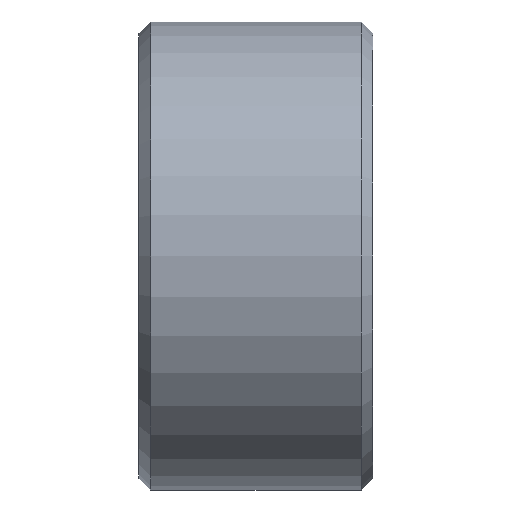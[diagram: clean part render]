
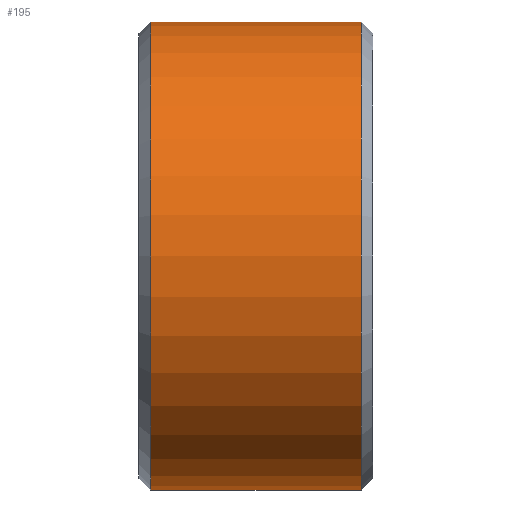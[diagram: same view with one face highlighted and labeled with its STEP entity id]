
A CAD part, left-side view. The second image highlights one B-rep face of the part: STEP entity #195.
In plain terms, the highlighted cylindrical face has radius 10 mm (diameter 20 mm), a partial arc.
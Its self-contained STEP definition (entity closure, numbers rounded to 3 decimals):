
#3 = LINE ( 'NONE', #251, #363 ) ;
#17 = EDGE_CURVE ( 'NONE', #152, #22, #3, .T. ) ;
#20 = FACE_OUTER_BOUND ( 'NONE', #349, .T. ) ;
#21 = CARTESIAN_POINT ( 'NONE',  ( 0., 0., 0. ) ) ;
#22 = VERTEX_POINT ( 'NONE', #223 ) ;
#29 = ORIENTED_EDGE ( 'NONE', *, *, #17, .F. ) ;
#48 = DIRECTION ( 'NONE',  ( 0., 1., 0. ) ) ;
#53 = DIRECTION ( 'NONE',  ( 0., 1., 0. ) ) ;
#57 = CIRCLE ( 'NONE', #134, 10. ) ;
#77 = CARTESIAN_POINT ( 'NONE',  ( 0., -0.5, 0. ) ) ;
#82 = LINE ( 'NONE', #139, #320 ) ;
#86 = CARTESIAN_POINT ( 'NONE',  ( 0., -9.5, 10. ) ) ;
#96 = DIRECTION ( 'NONE',  ( 0., 1., 0. ) ) ;
#112 = CARTESIAN_POINT ( 'NONE',  ( 0., -9.5, 0. ) ) ;
#134 = AXIS2_PLACEMENT_3D ( 'NONE', #77, #299, #360 ) ;
#139 = CARTESIAN_POINT ( 'NONE',  ( 0., 0., 10. ) ) ;
#152 = VERTEX_POINT ( 'NONE', #362 ) ;
#159 = EDGE_CURVE ( 'NONE', #283, #266, #82, .T. ) ;
#186 = EDGE_CURVE ( 'NONE', #152, #283, #304, .T. ) ;
#195 = ADVANCED_FACE ( 'NONE', ( #20 ), #333, .T. ) ;
#211 = ORIENTED_EDGE ( 'NONE', *, *, #225, .T. ) ;
#223 = CARTESIAN_POINT ( 'NONE',  ( 0., -0.5, -10. ) ) ;
#225 = EDGE_CURVE ( 'NONE', #266, #22, #57, .T. ) ;
#251 = CARTESIAN_POINT ( 'NONE',  ( 0., 0., -10. ) ) ;
#262 = DIRECTION ( 'NONE',  ( 0., 0., 1. ) ) ;
#266 = VERTEX_POINT ( 'NONE', #382 ) ;
#283 = VERTEX_POINT ( 'NONE', #86 ) ;
#298 = AXIS2_PLACEMENT_3D ( 'NONE', #112, #387, #391 ) ;
#299 = DIRECTION ( 'NONE',  ( 0., -1., 0. ) ) ;
#304 = CIRCLE ( 'NONE', #298, 10. ) ;
#320 = VECTOR ( 'NONE', #48, 1000. ) ;
#333 = CYLINDRICAL_SURFACE ( 'NONE', #376, 10. ) ;
#336 = ORIENTED_EDGE ( 'NONE', *, *, #186, .T. ) ;
#349 = EDGE_LOOP ( 'NONE', ( #29, #336, #388, #211 ) ) ;
#360 = DIRECTION ( 'NONE',  ( 0., 0., -1. ) ) ;
#362 = CARTESIAN_POINT ( 'NONE',  ( 0., -9.5, -10. ) ) ;
#363 = VECTOR ( 'NONE', #96, 1000. ) ;
#376 = AXIS2_PLACEMENT_3D ( 'NONE', #21, #53, #262 ) ;
#382 = CARTESIAN_POINT ( 'NONE',  ( 0., -0.5, 10. ) ) ;
#387 = DIRECTION ( 'NONE',  ( 0., 1., 0. ) ) ;
#388 = ORIENTED_EDGE ( 'NONE', *, *, #159, .T. ) ;
#391 = DIRECTION ( 'NONE',  ( 0., 0., 1. ) ) ;
